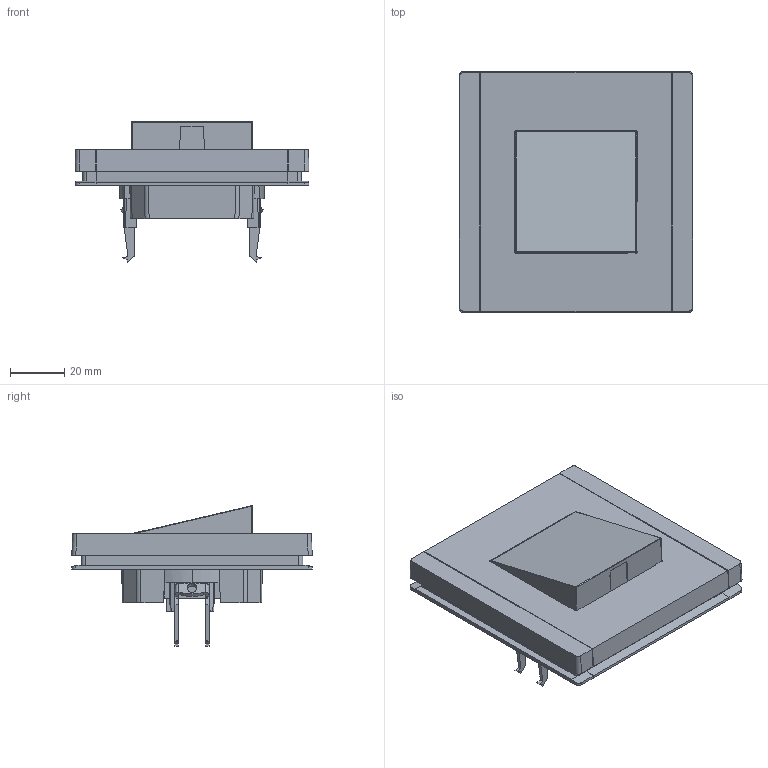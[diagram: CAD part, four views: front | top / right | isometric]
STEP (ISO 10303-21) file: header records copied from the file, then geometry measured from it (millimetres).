
FILE_DESCRIPTION (( 'STEP AP214' ), '1' );
FILE_NAME ('âûâîä êàáåëÿ.STEP', '2025-03-11T09:51:05', ( '' ), ( '' ), 'SwSTEP 2.0', 'SolidWorks 2022', '' );
FILE_SCHEMA (( 'AUTOMOTIVE_DESIGN' ));
Length unit declared in the file: millimetre
Products named in the file (1): вывод кабеля
Bounding box: 86.46 x 89 x 52 mm (x, y, z)
Volume: 129246.6 mm3; surface area: 39753.1 mm2
Topology: 1 solids, 59 shells, 1914 faces, 5302 edges, 3482 vertices
Faces by surface type: plane 1402, cylinder 395, bspline 66, cone 42, sphere 5, torus 4
Entity records: 61518 total; most frequent: CARTESIAN_POINT 14278, ORIENTED_EDGE 10604, DIRECTION 8803, EDGE_CURVE 5302, VECTOR 4043, LINE 4043, VERTEX_POINT 3482, AXIS2_PLACEMENT_3D 2380
